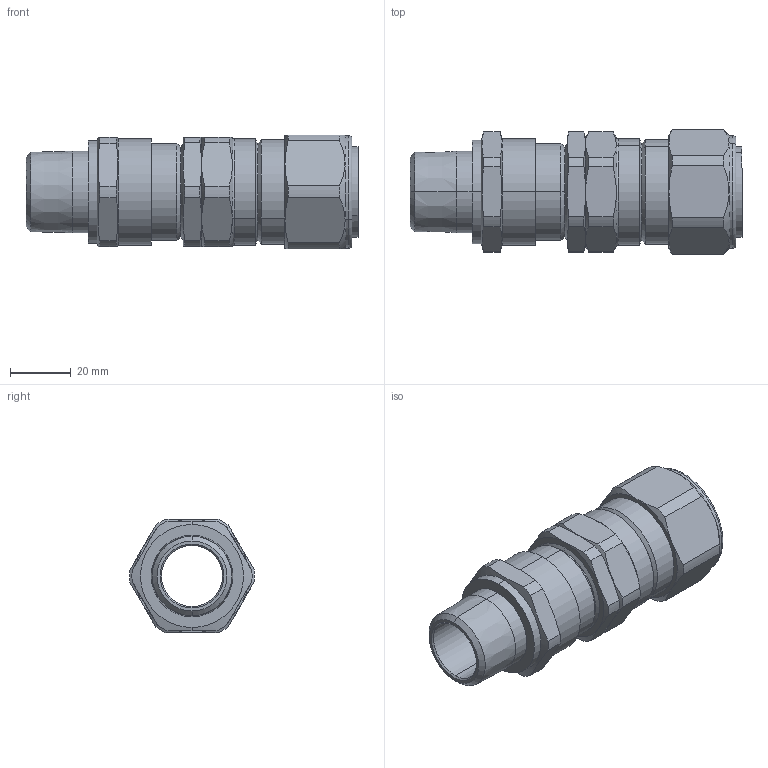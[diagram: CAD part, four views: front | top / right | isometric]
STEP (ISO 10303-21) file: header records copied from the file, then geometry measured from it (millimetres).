
FILE_DESCRIPTION (( 'STEP AP203' ), '1' );
FILE_NAME ('25E%1RA032.STEP', '2021-04-21T10:29:37', ( '' ), ( '' ), 'SwSTEP 2.0', 'SolidWorks 2017', '' );
FILE_SCHEMA (( 'CONFIG_CONTROL_DESIGN' ));
Length unit declared in the file: millimetre
Products named in the file (1): 25E%1RA032
Bounding box: 109.5 x 41.23 x 37.55 mm (x, y, z)
Volume: 51625.1 mm3; surface area: 22834.8 mm2
Topology: 1 solids, 1 shells, 135 faces, 322 edges, 198 vertices
Faces by surface type: cone 48, cylinder 46, plane 35, torus 6
Entity records: 4347 total; most frequent: CARTESIAN_POINT 1172, DIRECTION 664, ORIENTED_EDGE 644, EDGE_CURVE 322, AXIS2_PLACEMENT_3D 282, VERTEX_POINT 198, CIRCLE 146, EDGE_LOOP 146
